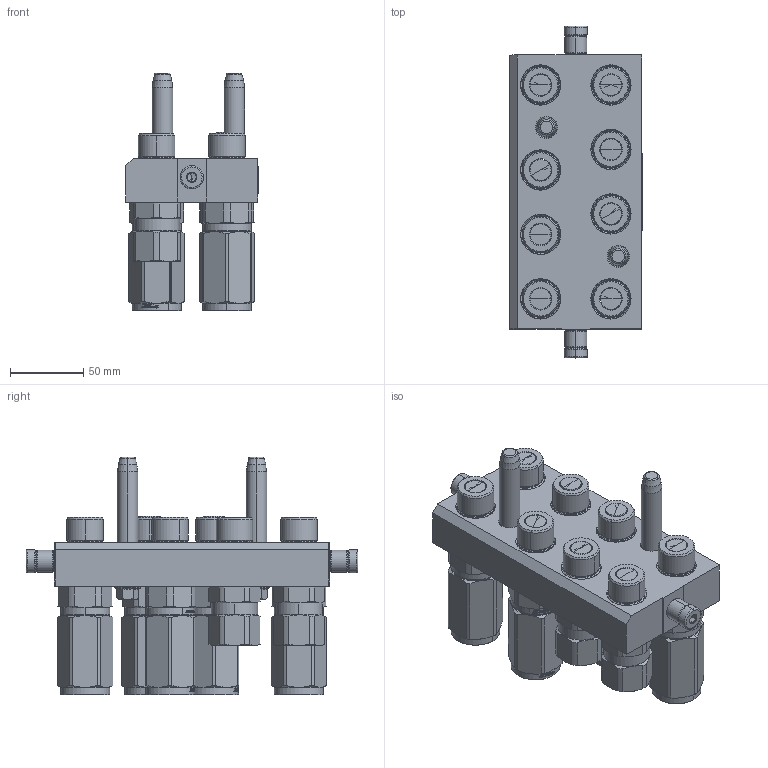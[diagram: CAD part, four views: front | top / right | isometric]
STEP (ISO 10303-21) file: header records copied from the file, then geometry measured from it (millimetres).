
FILE_DESCRIPTION (( 'STEP AP214' ), '1' );
FILE_NAME ('FASTER.step', '2024-08-01T04:07:27', ( '' ), ( '' ), 'SwSTEP 2.0', 'SolidWorks 2017', '' );
FILE_SCHEMA (( 'AUTOMOTIVE_DESIGN' ));
Length unit declared in the file: millimetre
Products named in the file (13): 4830_013_3000_030; 2ffnp12-18g_m; 4830_021_1000_000; et002; 3ffnp12_gas_m; 3ffnp12-34g_m; 4830_028_1000_011; FASTER; 4850_010_0000_020; P808_M_BASE; 1540_080_0008_000
Assembly tree (21 placements, depth 3):
  FASTER
    P808_M_BASE
      4850_010_0000_020
      4830_021_1000_000  x2
      1540_080_0008_000  x2
      4830_013_3000_030  x2
      4830_028_1000_011  x2
    3ffnp12_gas_m  x3
      3ffnp12_gas_m
    2ffnp12-18g_m  x3
    3ffnp12-34g_m  x2
      3ffnp12-34g_m
    et002
Bounding box: 90.3 x 226.6 x 162.2 mm (x, y, z)
Volume: 111876.7 mm3; surface area: 244897.3 mm2
Topology: 12 solids, 76 shells, 3266 faces, 9410 edges, 6131 vertices
Faces by surface type: plane 1643, cone 638, cylinder 615, torus 202, bspline 168
Entity records: 79264 total; most frequent: CARTESIAN_POINT 20514, ORIENTED_EDGE 10509, DIRECTION 9793, EDGE_CURVE 5605, LINE 3713, VECTOR 3713, VERTEX_POINT 3675, AXIS2_PLACEMENT_3D 3040
